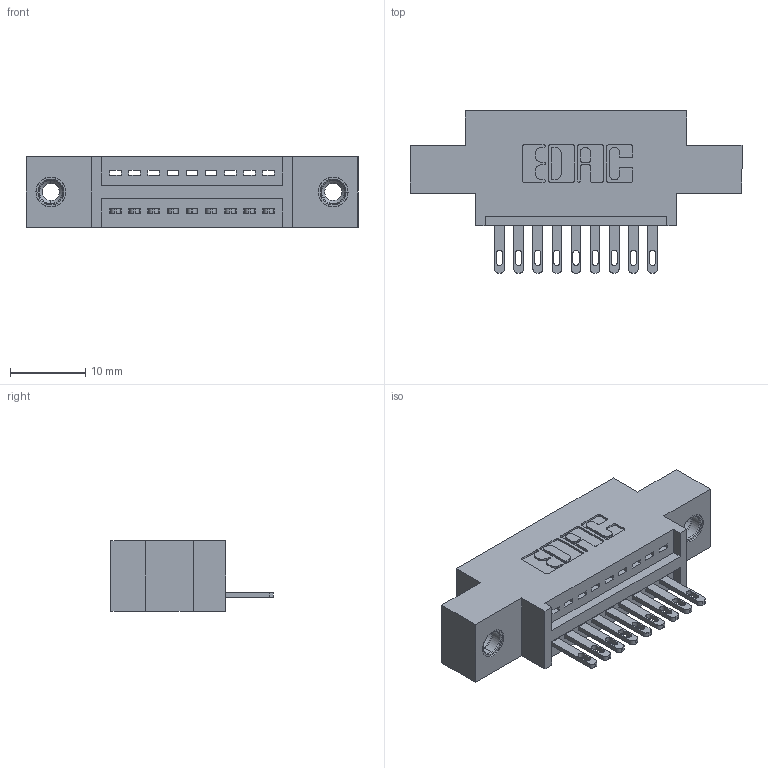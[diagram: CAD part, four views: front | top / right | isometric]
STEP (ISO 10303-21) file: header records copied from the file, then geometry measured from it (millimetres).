
FILE_DESCRIPTION (( 'STEP AP203' ), '1' );
FILE_NAME ('895-009-500-608.STEP', '2020-09-24T23:22:51', ( '' ), ( '' ), 'SwSTEP 2.0', 'SolidWorks 2020', '' );
FILE_SCHEMA (( 'CONFIG_CONTROL_DESIGN' ));
Length unit declared in the file: inch
Products named in the file (4): 345-250-001_345-250-003-102; 345-292-001_345-293-100; 895-009-500-608; 845 Part_0.170 Offset - 0.156 Dia-TI
Assembly tree (12 placements, depth 2):
  895-009-500-608
    845 Part_0.170 Offset - 0.156 Dia-TI
    345-292-001_345-293-100  x9
    345-250-001_345-250-003-102  x2
Bounding box: 44.07 x 21.51 x 9.4 mm (x, y, z)
Volume: 3801.1 mm3; surface area: 4768.7 mm2
Topology: 12 solids, 12 shells, 676 faces, 2001 edges, 1326 vertices
Faces by surface type: plane 422, cylinder 238, cone 12, torus 4
Entity records: 12464 total; most frequent: CARTESIAN_POINT 2142, ORIENTED_EDGE 2078, DIRECTION 1947, EDGE_CURVE 1039, LINE 847, VECTOR 847, VERTEX_POINT 688, AXIS2_PLACEMENT_3D 550
